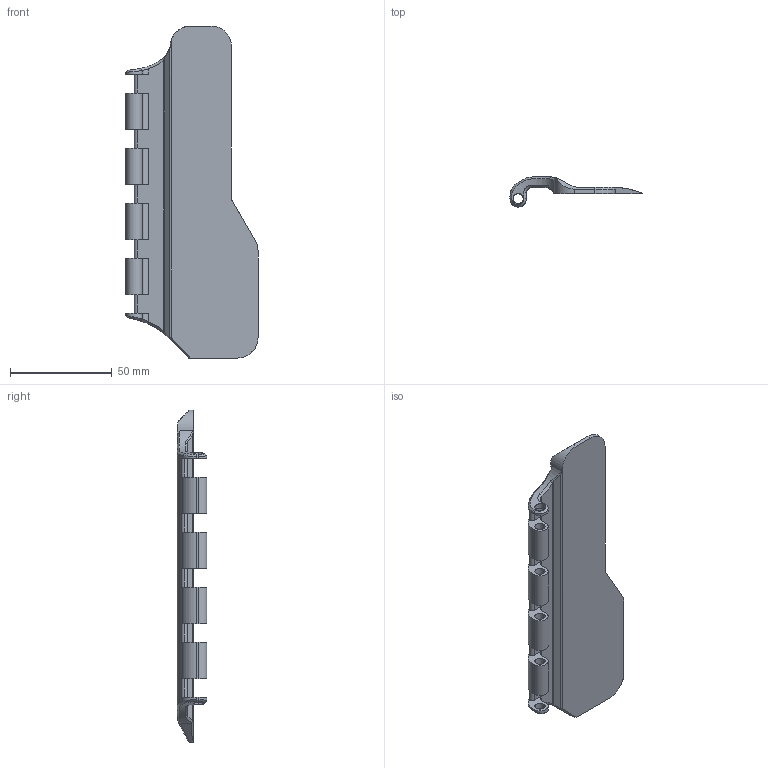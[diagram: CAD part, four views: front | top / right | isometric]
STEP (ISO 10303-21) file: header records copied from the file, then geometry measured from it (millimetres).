
FILE_DESCRIPTION (( 'STEP AP214' ), '1' );
FILE_NAME ('A01.002-RK3-S__[ID003]__BatGov.STEP', '2024-10-29T12:39:13', ( '' ), ( '' ), 'SwSTEP 2.0', 'SolidWorks 2021', '' );
FILE_SCHEMA (( 'AUTOMOTIVE_DESIGN' ));
Length unit declared in the file: millimetre
Products named in the file (1): A01.002-RK3-S__[ID003]__BatGov
Bounding box: 64.76 x 14.59 x 162.83 mm (x, y, z)
Volume: 26733.2 mm3; surface area: 20991 mm2
Topology: 1 solids, 1 shells, 262 faces, 687 edges, 426 vertices
Faces by surface type: plane 98, cylinder 73, bspline 48, cone 43
Entity records: 11559 total; most frequent: CARTESIAN_POINT 5471, ORIENTED_EDGE 1372, DIRECTION 1099, EDGE_CURVE 686, VERTEX_POINT 426, AXIS2_PLACEMENT_3D 381, LINE 337, VECTOR 337
